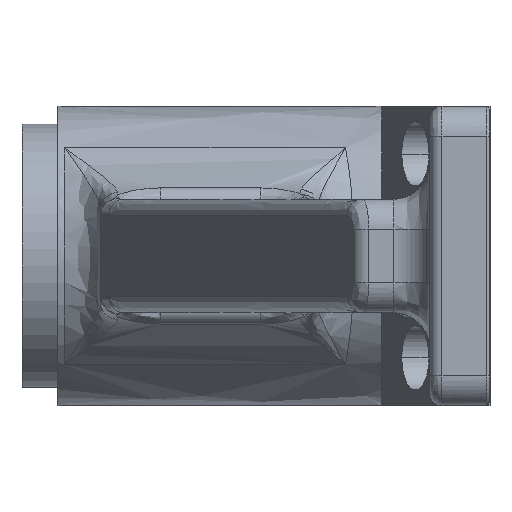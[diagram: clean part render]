
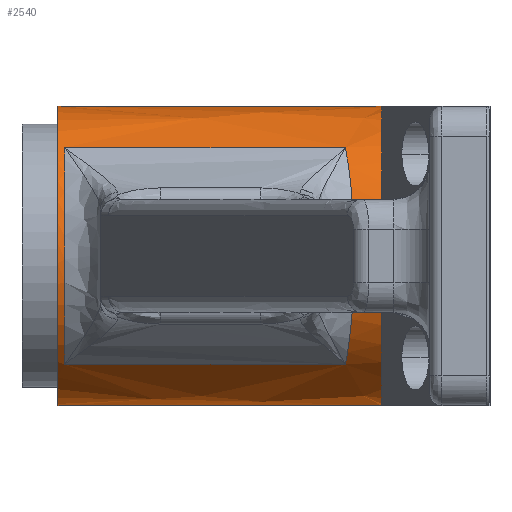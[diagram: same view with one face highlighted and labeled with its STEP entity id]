
A CAD part, left-side view. The second image highlights one B-rep face of the part: STEP entity #2540.
In plain terms, the highlighted free-form (B-spline) face has degree [2, 1] with [5, 2] control points.
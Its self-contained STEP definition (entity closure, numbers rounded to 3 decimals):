
#1731 = VERTEX_POINT('',#1732);
#1732 = CARTESIAN_POINT('',(0.,-61.164,25.485));
#1733 = VERTEX_POINT('',#1734);
#1734 = CARTESIAN_POINT('',(0.,-61.164,
    -25.485));
#1742 = EDGE_CURVE('',#1733,#1743,#1745,.T.);
#1743 = VERTEX_POINT('',#1744);
#1744 = CARTESIAN_POINT('',(0.,-6.116,
    -25.485));
#1745 = B_SPLINE_CURVE_WITH_KNOTS('',1,(#1746,#1747),.UNSPECIFIED.,.F.,
  .F.,(2,2),(-76.2,-7.62),.PIECEWISE_BEZIER_KNOTS.);
#1746 = CARTESIAN_POINT('',(0.,-61.164,
    -25.485));
#1747 = CARTESIAN_POINT('',(0.,-6.116,
    -25.485));
#1750 = VERTEX_POINT('',#1751);
#1751 = CARTESIAN_POINT('',(0.,-6.116,25.485));
#1759 = EDGE_CURVE('',#1731,#1750,#1760,.T.);
#1760 = B_SPLINE_CURVE_WITH_KNOTS('',1,(#1761,#1762),.UNSPECIFIED.,.F.,
  .F.,(2,2),(-76.2,-7.62),.PIECEWISE_BEZIER_KNOTS.);
#1761 = CARTESIAN_POINT('',(0.,-61.164,25.485));
#1762 = CARTESIAN_POINT('',(0.,-6.116,25.485));
#2524 = EDGE_CURVE('',#1743,#1750,#2525,.T.);
#2525 = ( BOUNDED_CURVE() B_SPLINE_CURVE(2,(#2526,#2527,#2528,#2529,
#2530),.UNSPECIFIED.,.F.,.F.) B_SPLINE_CURVE_WITH_KNOTS((3,2,3),(
    3.142,4.712,6.283),
.PIECEWISE_BEZIER_KNOTS.) CURVE() GEOMETRIC_REPRESENTATION_ITEM() 
RATIONAL_B_SPLINE_CURVE((1.,0.707,1.,0.707,1.)) 
REPRESENTATION_ITEM('') );
#2526 = CARTESIAN_POINT('',(0.,-6.116,
    -25.485));
#2527 = CARTESIAN_POINT('',(-25.485,-6.116,
    -25.485));
#2528 = CARTESIAN_POINT('',(-25.485,-6.116,
    0.));
#2529 = CARTESIAN_POINT('',(-25.485,-6.116,
    25.485));
#2530 = CARTESIAN_POINT('',(0.,-6.116,
    25.485));
#2540 = ADVANCED_FACE('',(#2541,#2554),#2587,.T.);
#2541 = FACE_BOUND('',#2542,.T.);
#2542 = EDGE_LOOP('',(#2543,#2544,#2552,#2553));
#2543 = ORIENTED_EDGE('',*,*,#1742,.F.);
#2544 = ORIENTED_EDGE('',*,*,#2545,.T.);
#2545 = EDGE_CURVE('',#1733,#1731,#2546,.T.);
#2546 = ( BOUNDED_CURVE() B_SPLINE_CURVE(2,(#2547,#2548,#2549,#2550,
#2551),.UNSPECIFIED.,.F.,.F.) B_SPLINE_CURVE_WITH_KNOTS((3,2,3),(
    3.142,4.712,6.283),
.PIECEWISE_BEZIER_KNOTS.) CURVE() GEOMETRIC_REPRESENTATION_ITEM() 
RATIONAL_B_SPLINE_CURVE((1.,0.707,1.,0.707,1.)) 
REPRESENTATION_ITEM('') );
#2547 = CARTESIAN_POINT('',(0.,-61.164,
    -25.485));
#2548 = CARTESIAN_POINT('',(-25.485,-61.164,
    -25.485));
#2549 = CARTESIAN_POINT('',(-25.485,-61.164,
    0.));
#2550 = CARTESIAN_POINT('',(-25.485,-61.164,
    25.485));
#2551 = CARTESIAN_POINT('',(0.,-61.164,
    25.485));
#2552 = ORIENTED_EDGE('',*,*,#1759,.T.);
#2553 = ORIENTED_EDGE('',*,*,#2524,.F.);
#2554 = FACE_BOUND('',#2555,.T.);
#2555 = EDGE_LOOP('',(#2556,#2567,#2574,#2582));
#2556 = ORIENTED_EDGE('',*,*,#2557,.T.);
#2557 = EDGE_CURVE('',#2558,#2560,#2562,.T.);
#2558 = VERTEX_POINT('',#2559);
#2559 = CARTESIAN_POINT('',(-17.6,-54.943,
    18.431));
#2560 = VERTEX_POINT('',#2561);
#2561 = CARTESIAN_POINT('',(-17.6,-54.943,
    -18.431));
#2562 = ( BOUNDED_CURVE() B_SPLINE_CURVE(3,(#2563,#2564,#2565,#2566),
.UNSPECIFIED.,.F.,.F.) B_SPLINE_CURVE_WITH_KNOTS((4,4),(2.333,
3.95),.PIECEWISE_BEZIER_KNOTS.) CURVE() 
GEOMETRIC_REPRESENTATION_ITEM() RATIONAL_B_SPLINE_CURVE((1.,
0.794,0.794,1.)) REPRESENTATION_ITEM('') );
#2563 = CARTESIAN_POINT('',(-17.6,-54.943,
    18.431));
#2564 = CARTESIAN_POINT('',(-28.796,-57.082,7.74
    ));
#2565 = CARTESIAN_POINT('',(-28.796,-57.082,
    -7.74));
#2566 = CARTESIAN_POINT('',(-17.6,-54.943,
    -18.431));
#2567 = ORIENTED_EDGE('',*,*,#2568,.T.);
#2568 = EDGE_CURVE('',#2560,#2569,#2571,.T.);
#2569 = VERTEX_POINT('',#2570);
#2570 = CARTESIAN_POINT('',(-17.6,-7.238,
    -18.431));
#2571 = B_SPLINE_CURVE_WITH_KNOTS('',1,(#2572,#2573),.UNSPECIFIED.,.F.,
  .F.,(2,2),(-68.45,-9.017),.PIECEWISE_BEZIER_KNOTS.);
#2572 = CARTESIAN_POINT('',(-17.6,-54.943,
    -18.431));
#2573 = CARTESIAN_POINT('',(-17.6,-7.238,
    -18.431));
#2574 = ORIENTED_EDGE('',*,*,#2575,.T.);
#2575 = EDGE_CURVE('',#2569,#2576,#2578,.T.);
#2576 = VERTEX_POINT('',#2577);
#2577 = CARTESIAN_POINT('',(-17.6,-7.238,
    18.431));
#2578 = ( BOUNDED_CURVE() B_SPLINE_CURVE(2,(#2579,#2580,#2581),
.UNSPECIFIED.,.F.,.F.) B_SPLINE_CURVE_WITH_KNOTS((3,3),(2.333,
3.95),.PIECEWISE_BEZIER_KNOTS.) CURVE() 
GEOMETRIC_REPRESENTATION_ITEM() RATIONAL_B_SPLINE_CURVE((1.,
0.691,1.)) REPRESENTATION_ITEM('') );
#2579 = CARTESIAN_POINT('',(-17.6,-7.238,
    -18.431));
#2580 = CARTESIAN_POINT('',(-36.901,-7.238,
    0.));
#2581 = CARTESIAN_POINT('',(-17.6,-7.238,
    18.431));
#2582 = ORIENTED_EDGE('',*,*,#2583,.T.);
#2583 = EDGE_CURVE('',#2576,#2558,#2584,.T.);
#2584 = B_SPLINE_CURVE_WITH_KNOTS('',1,(#2585,#2586),.UNSPECIFIED.,.F.,
  .F.,(2,2),(9.017,68.45),.PIECEWISE_BEZIER_KNOTS.);
#2585 = CARTESIAN_POINT('',(-17.6,-7.238,
    18.431));
#2586 = CARTESIAN_POINT('',(-17.6,-54.943,
    18.431));
#2587 = ( BOUNDED_SURFACE() B_SPLINE_SURFACE(2,1,(
    (#2588,#2589)
    ,(#2590,#2591)
    ,(#2592,#2593)
    ,(#2594,#2595)
    ,(#2596,#2597
)),.UNSPECIFIED.,.F.,.F.,.F.) B_SPLINE_SURFACE_WITH_KNOTS((3,2,3),(2,2),
  (3.142,4.712,6.283),(-76.2,-7.62),
.PIECEWISE_BEZIER_KNOTS.) GEOMETRIC_REPRESENTATION_ITEM() 
RATIONAL_B_SPLINE_SURFACE((
    (1.,1.)
    ,(0.707,0.707)
    ,(1.,1.)
    ,(0.707,0.707)
,(1.,1.))) REPRESENTATION_ITEM('') SURFACE() );
#2588 = CARTESIAN_POINT('',(0.,-61.164,
    -25.485));
#2589 = CARTESIAN_POINT('',(0.,-6.116,
    -25.485));
#2590 = CARTESIAN_POINT('',(-25.485,-61.164,
    -25.485));
#2591 = CARTESIAN_POINT('',(-25.485,-6.116,
    -25.485));
#2592 = CARTESIAN_POINT('',(-25.485,-61.164,
    0.));
#2593 = CARTESIAN_POINT('',(-25.485,-6.116,
    0.));
#2594 = CARTESIAN_POINT('',(-25.485,-61.164,
    25.485));
#2595 = CARTESIAN_POINT('',(-25.485,-6.116,
    25.485));
#2596 = CARTESIAN_POINT('',(0.,-61.164,
    25.485));
#2597 = CARTESIAN_POINT('',(0.,-6.116,
    25.485));
